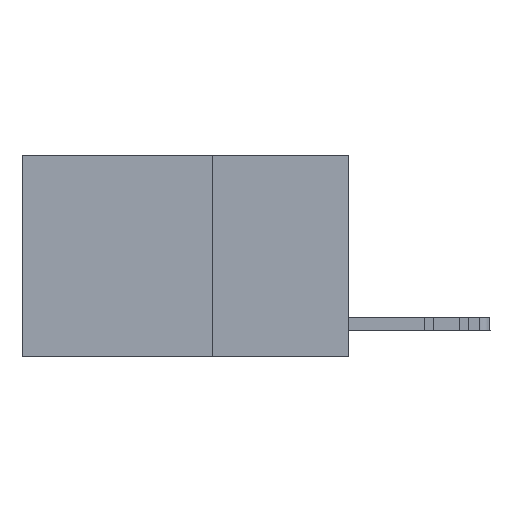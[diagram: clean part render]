
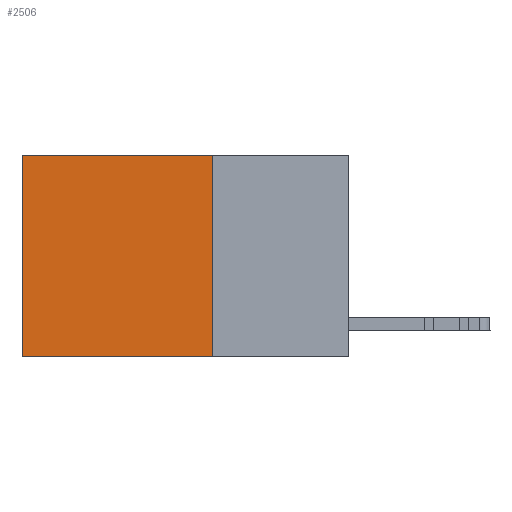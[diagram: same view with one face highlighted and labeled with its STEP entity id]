
A CAD part, left-side view. The second image highlights one B-rep face of the part: STEP entity #2506.
In plain terms, the highlighted planar face has unit normal (-1, 0, 0).
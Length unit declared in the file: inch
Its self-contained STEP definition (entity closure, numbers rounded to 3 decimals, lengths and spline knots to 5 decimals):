
#594 = DIRECTION ( 'NONE',  ( 0., 1., 0. ) ) ;
#1055 = VECTOR ( 'NONE', #594, 39.37008 ) ;
#1322 = DIRECTION ( 'NONE',  ( 0., 1., 0. ) ) ;
#2079 = VERTEX_POINT ( 'NONE', #24855 ) ;
#2506 = ADVANCED_FACE ( 'NONE', ( #10858 ), #19932, .F. ) ;
#2856 = CARTESIAN_POINT ( 'NONE',  ( 0.2625, 0.25, 0. ) ) ;
#3012 = AXIS2_PLACEMENT_3D ( 'NONE', #11448, #6266, #11007 ) ;
#3025 = CARTESIAN_POINT ( 'NONE',  ( 0.2625, 0.25, -0.37 ) ) ;
#5587 = LINE ( 'NONE', #17031, #27686 ) ;
#6266 = DIRECTION ( 'NONE',  ( 1., 0., 0. ) ) ;
#8784 = EDGE_CURVE ( 'NONE', #2079, #12856, #20991, .T. ) ;
#9246 = EDGE_LOOP ( 'NONE', ( #27263, #15139, #10287, #17222 ) ) ;
#9971 = EDGE_CURVE ( 'NONE', #20515, #12856, #5587, .T. ) ;
#10269 = VERTEX_POINT ( 'NONE', #14313 ) ;
#10287 = ORIENTED_EDGE ( 'NONE', *, *, #12129, .F. ) ;
#10858 = FACE_OUTER_BOUND ( 'NONE', #9246, .T. ) ;
#11007 = DIRECTION ( 'NONE',  ( 0., 0., -1. ) ) ;
#11448 = CARTESIAN_POINT ( 'NONE',  ( 0.2625, 0.25, 0. ) ) ;
#12129 = EDGE_CURVE ( 'NONE', #10269, #2079, #28369, .T. ) ;
#12201 = EDGE_CURVE ( 'NONE', #10269, #20515, #14864, .T. ) ;
#12856 = VERTEX_POINT ( 'NONE', #16764 ) ;
#13621 = VECTOR ( 'NONE', #1322, 39.37008 ) ;
#14313 = CARTESIAN_POINT ( 'NONE',  ( 0.2625, 0.25, 0. ) ) ;
#14864 = LINE ( 'NONE', #23916, #13621 ) ;
#14921 = DIRECTION ( 'NONE',  ( 0., 0., -1. ) ) ;
#15139 = ORIENTED_EDGE ( 'NONE', *, *, #8784, .F. ) ;
#15721 = CARTESIAN_POINT ( 'NONE',  ( 0.2625, 0.6, 0. ) ) ;
#16764 = CARTESIAN_POINT ( 'NONE',  ( 0.2625, 0.6, -0.37 ) ) ;
#17031 = CARTESIAN_POINT ( 'NONE',  ( 0.2625, 0.6, 0. ) ) ;
#17222 = ORIENTED_EDGE ( 'NONE', *, *, #12201, .T. ) ;
#19932 = PLANE ( 'NONE',  #3012 ) ;
#20515 = VERTEX_POINT ( 'NONE', #15721 ) ;
#20991 = LINE ( 'NONE', #3025, #1055 ) ;
#21681 = VECTOR ( 'NONE', #28520, 39.37008 ) ;
#23916 = CARTESIAN_POINT ( 'NONE',  ( 0.2625, 0.25, 0. ) ) ;
#24855 = CARTESIAN_POINT ( 'NONE',  ( 0.2625, 0.25, -0.37 ) ) ;
#27263 = ORIENTED_EDGE ( 'NONE', *, *, #9971, .T. ) ;
#27686 = VECTOR ( 'NONE', #14921, 39.37008 ) ;
#28369 = LINE ( 'NONE', #2856, #21681 ) ;
#28520 = DIRECTION ( 'NONE',  ( 0., 0., -1. ) ) ;
